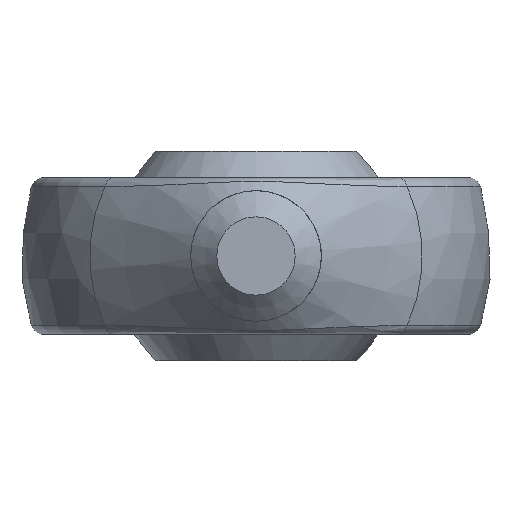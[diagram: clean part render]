
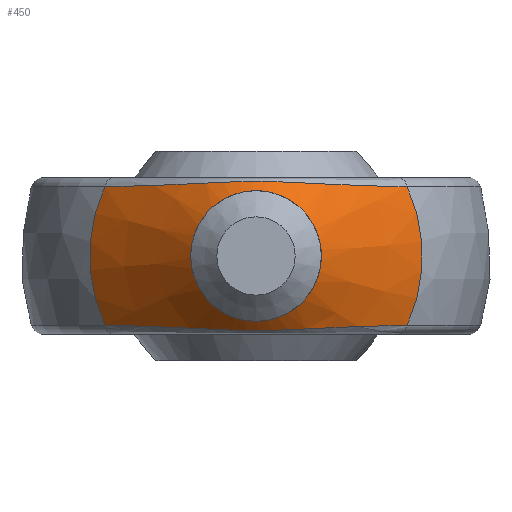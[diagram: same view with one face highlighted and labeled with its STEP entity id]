
A CAD part, front view. The second image highlights one B-rep face of the part: STEP entity #450.
In plain terms, the highlighted conical face has half-angle 45 degrees and reference radius 2.5 mm.
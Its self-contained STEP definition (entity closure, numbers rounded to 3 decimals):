
#33 = CARTESIAN_POINT ( 'NONE',  ( 0., -6.364, 0. ) ) ;
#36 = CARTESIAN_POINT ( 'NONE',  ( 0.593, -9.824, -2.847 ) ) ;
#59 = CARTESIAN_POINT ( 'NONE',  ( -0.735, -9.795, 2.843 ) ) ;
#61 = CARTESIAN_POINT ( 'NONE',  ( -5.361, -6.748, 2.656 ) ) ;
#98 = FACE_BOUND ( 'NONE', #714, .T. ) ;
#103 = CARTESIAN_POINT ( 'NONE',  ( 5.787, -6.364, -2.647 ) ) ;
#106 = CARTESIAN_POINT ( 'NONE',  ( -5.787, -6.364, 2.647 ) ) ;
#107 = CARTESIAN_POINT ( 'NONE',  ( 5.787, -6.364, 2.647 ) ) ;
#109 = DIRECTION ( 'NONE',  ( 0., 1., 0. ) ) ;
#112 = CIRCLE ( 'NONE', #270, 2.5 ) ;
#115 = CARTESIAN_POINT ( 'NONE',  ( -5.358, -6.75, -2.657 ) ) ;
#128 = CARTESIAN_POINT ( 'NONE',  ( -3.606, -8.228, 2.711 ) ) ;
#151 = VERTEX_POINT ( 'NONE', #107 ) ;
#169 = CARTESIAN_POINT ( 'NONE',  ( -1.121, -9.696, -2.83 ) ) ;
#177 = CARTESIAN_POINT ( 'NONE',  ( 1.153, -9.685, -2.828 ) ) ;
#182 = DIRECTION ( 'NONE',  ( 0., 0., -1. ) ) ;
#188 = CARTESIAN_POINT ( 'NONE',  ( -5.787, -6.364, -2.647 ) ) ;
#191 = CARTESIAN_POINT ( 'NONE',  ( 0.559, -9.838, 2.848 ) ) ;
#208 = EDGE_CURVE ( 'NONE', #151, #495, #645, .T. ) ;
#213 = CARTESIAN_POINT ( 'NONE',  ( 0., -10.228, 0. ) ) ;
#217 = CARTESIAN_POINT ( 'NONE',  ( 5.787, -6.364, -2.647 ) ) ;
#239 = CARTESIAN_POINT ( 'NONE',  ( -1.39, -9.595, -2.817 ) ) ;
#243 = FACE_OUTER_BOUND ( 'NONE', #700, .T. ) ;
#265 = CARTESIAN_POINT ( 'NONE',  ( -1.425, -9.58, 2.816 ) ) ;
#270 = AXIS2_PLACEMENT_3D ( 'NONE', #213, #564, #491 ) ;
#276 = VERTEX_POINT ( 'NONE', #217 ) ;
#300 = CARTESIAN_POINT ( 'NONE',  ( 4.93, -7.127, -2.667 ) ) ;
#315 = CARTESIAN_POINT ( 'NONE',  ( 2.167, -9.21, 2.779 ) ) ;
#316 = DIRECTION ( 'NONE',  ( 0., -1., 0. ) ) ;
#317 = EDGE_CURVE ( 'NONE', #319, #319, #112, .T. ) ;
#319 = VERTEX_POINT ( 'NONE', #664 ) ;
#320 = CARTESIAN_POINT ( 'NONE',  ( 5.787, -6.364, 2.647 ) ) ;
#329 = CARTESIAN_POINT ( 'NONE',  ( -1.153, -9.685, 2.828 ) ) ;
#345 = CARTESIAN_POINT ( 'NONE',  ( -5.787, -6.364, -2.647 ) ) ;
#348 = VERTEX_POINT ( 'NONE', #345 ) ;
#352 = AXIS2_PLACEMENT_3D ( 'NONE', #539, #605, #465 ) ;
#366 = DIRECTION ( 'NONE',  ( 0., 0., 1. ) ) ;
#376 = CARTESIAN_POINT ( 'NONE',  ( -0.272, -9.876, -2.854 ) ) ;
#391 = EDGE_CURVE ( 'NONE', #348, #276, #723, .T. ) ;
#398 = CARTESIAN_POINT ( 'NONE',  ( -4.053, -7.866, 2.695 ) ) ;
#420 = EDGE_CURVE ( 'NONE', #276, #151, #597, .T. ) ;
#440 = CARTESIAN_POINT ( 'NONE',  ( 2.679, -8.9, -2.752 ) ) ;
#441 = AXIS2_PLACEMENT_3D ( 'NONE', #33, #316, #182 ) ;
#447 = CARTESIAN_POINT ( 'NONE',  ( -3.593, -8.238, -2.712 ) ) ;
#450 = ADVANCED_FACE ( 'NONE', ( #243, #98 ), #609, .T. ) ;
#452 = CARTESIAN_POINT ( 'NONE',  ( -2.167, -9.21, -2.779 ) ) ;
#458 = CARTESIAN_POINT ( 'NONE',  ( -1.914, -9.351, -2.792 ) ) ;
#465 = DIRECTION ( 'NONE',  ( 0., 0., -1. ) ) ;
#472 = CARTESIAN_POINT ( 'NONE',  ( -2.679, -8.9, 2.752 ) ) ;
#477 = ORIENTED_EDGE ( 'NONE', *, *, #391, .T. ) ;
#487 = ORIENTED_EDGE ( 'NONE', *, *, #317, .F. ) ;
#491 = DIRECTION ( 'NONE',  ( 0., 0., -1. ) ) ;
#495 = VERTEX_POINT ( 'NONE', #106 ) ;
#509 = CARTESIAN_POINT ( 'NONE',  ( -4.925, -7.132, -2.668 ) ) ;
#514 = CARTESIAN_POINT ( 'NONE',  ( 1.425, -9.58, -2.816 ) ) ;
#518 = CARTESIAN_POINT ( 'NONE',  ( 4.053, -7.866, -2.695 ) ) ;
#531 = CARTESIAN_POINT ( 'NONE',  ( 4.925, -7.132, 2.668 ) ) ;
#536 = CARTESIAN_POINT ( 'NONE',  ( 2.894, -8.744, 2.743 ) ) ;
#539 = CARTESIAN_POINT ( 'NONE',  ( 0., -6.364, 0. ) ) ;
#564 = DIRECTION ( 'NONE',  ( 0., -1., 0. ) ) ;
#579 = CARTESIAN_POINT ( 'NONE',  ( -2.656, -8.906, -2.754 ) ) ;
#597 = CIRCLE ( 'NONE', #441, 6.364 ) ;
#605 = DIRECTION ( 'NONE',  ( 0., -1., 0. ) ) ;
#609 = CONICAL_SURFACE ( 'NONE', #874, 2.5, 0.785 ) ;
#639 = EDGE_CURVE ( 'NONE', #495, #348, #750, .T. ) ;
#645 = B_SPLINE_CURVE_WITH_KNOTS ( 'NONE', 3,
 ( #320, #746, #531, #886, #806, #536, #799, #315, #737, #812, #807, #191, #740, #747, #684, #679, #59, #329, #265, #820, #472, #128, #398, #673, #61, #733 ),
 .UNSPECIFIED., .F., .F.,
 ( 4, 2, 2, 2, 2, 2, 2, 2, 2, 2, 2, 2, 4 ),
 ( 0., 0.002, 0.003, 0.004, 0.005, 0.006, 0.007, 0.007, 0.008, 0.009, 0.01, 0.012, 0.014 ),
 .UNSPECIFIED. ) ;
#660 = CARTESIAN_POINT ( 'NONE',  ( 2.202, -9.213, -2.778 ) ) ;
#664 = CARTESIAN_POINT ( 'NONE',  ( 0., -10.228, -2.5 ) ) ;
#673 = CARTESIAN_POINT ( 'NONE',  ( -4.93, -7.127, 2.667 ) ) ;
#679 = CARTESIAN_POINT ( 'NONE',  ( -0.593, -9.824, 2.847 ) ) ;
#684 = CARTESIAN_POINT ( 'NONE',  ( -0.307, -9.863, 2.852 ) ) ;
#700 = EDGE_LOOP ( 'NONE', ( #827, #477, #889, #802 ) ) ;
#714 = EDGE_LOOP ( 'NONE', ( #487 ) ) ;
#718 = CARTESIAN_POINT ( 'NONE',  ( 5.361, -6.748, -2.656 ) ) ;
#723 = B_SPLINE_CURVE_WITH_KNOTS ( 'NONE', 3,
 ( #188, #115, #509, #796, #447, #808, #579, #452, #458, #239, #169, #870, #376, #787, #854, #36, #857, #177, #514, #660, #440, #732, #518, #300, #718, #103 ),
 .UNSPECIFIED., .F., .F.,
 ( 4, 2, 2, 2, 2, 2, 2, 2, 2, 2, 2, 2, 4 ),
 ( 0., 0.002, 0.003, 0.004, 0.005, 0.006, 0.007, 0.007, 0.008, 0.009, 0.01, 0.012, 0.014 ),
 .UNSPECIFIED. ) ;
#727 = CARTESIAN_POINT ( 'NONE',  ( 0., -10.228, 0. ) ) ;
#732 = CARTESIAN_POINT ( 'NONE',  ( 3.606, -8.228, -2.711 ) ) ;
#733 = CARTESIAN_POINT ( 'NONE',  ( -5.787, -6.364, 2.647 ) ) ;
#737 = CARTESIAN_POINT ( 'NONE',  ( 1.914, -9.351, 2.792 ) ) ;
#740 = CARTESIAN_POINT ( 'NONE',  ( 0.272, -9.876, 2.854 ) ) ;
#746 = CARTESIAN_POINT ( 'NONE',  ( 5.358, -6.75, 2.657 ) ) ;
#747 = CARTESIAN_POINT ( 'NONE',  ( -0.161, -9.874, 2.853 ) ) ;
#750 = CIRCLE ( 'NONE', #352, 6.364 ) ;
#787 = CARTESIAN_POINT ( 'NONE',  ( 0.161, -9.874, -2.853 ) ) ;
#796 = CARTESIAN_POINT ( 'NONE',  ( -4.043, -7.875, -2.695 ) ) ;
#799 = CARTESIAN_POINT ( 'NONE',  ( 2.656, -8.906, 2.754 ) ) ;
#802 = ORIENTED_EDGE ( 'NONE', *, *, #208, .T. ) ;
#806 = CARTESIAN_POINT ( 'NONE',  ( 3.593, -8.238, 2.712 ) ) ;
#807 = CARTESIAN_POINT ( 'NONE',  ( 1.121, -9.696, 2.83 ) ) ;
#808 = CARTESIAN_POINT ( 'NONE',  ( -2.894, -8.744, -2.743 ) ) ;
#812 = CARTESIAN_POINT ( 'NONE',  ( 1.39, -9.595, 2.817 ) ) ;
#820 = CARTESIAN_POINT ( 'NONE',  ( -2.202, -9.213, 2.778 ) ) ;
#827 = ORIENTED_EDGE ( 'NONE', *, *, #639, .T. ) ;
#854 = CARTESIAN_POINT ( 'NONE',  ( 0.307, -9.863, -2.852 ) ) ;
#857 = CARTESIAN_POINT ( 'NONE',  ( 0.735, -9.795, -2.843 ) ) ;
#870 = CARTESIAN_POINT ( 'NONE',  ( -0.559, -9.838, -2.848 ) ) ;
#874 = AXIS2_PLACEMENT_3D ( 'NONE', #727, #109, #366 ) ;
#886 = CARTESIAN_POINT ( 'NONE',  ( 4.043, -7.875, 2.695 ) ) ;
#889 = ORIENTED_EDGE ( 'NONE', *, *, #420, .T. ) ;
